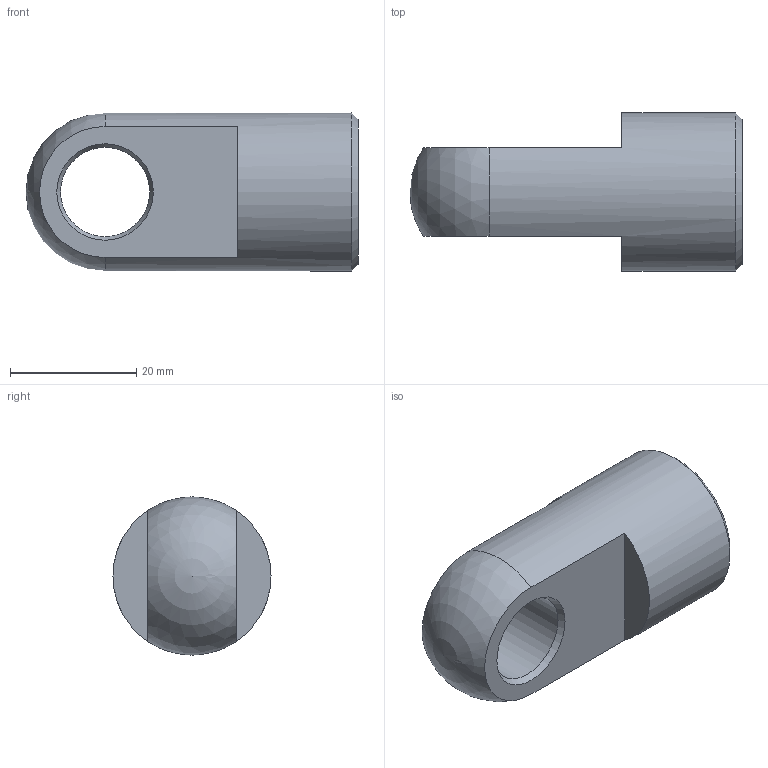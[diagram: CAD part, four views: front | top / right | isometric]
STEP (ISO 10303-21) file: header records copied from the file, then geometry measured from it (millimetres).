
FILE_DESCRIPTION((''),'2;1');
FILE_NAME('2040-Kolbenstangengelenkauge-XX5SXXUM14x1.5.stp','2012-07-16T11:38:52',('CADNEU'),(''),'Autodesk Inventor 2012','Autodesk Inventor 2012','');
FILE_SCHEMA(('AUTOMOTIVE_DESIGN { 1 0 10303 214 1 1 1 1 }'));
Length unit declared in the file: millimetre
Products named in the file (1): XX5SXXUM14x1.5
Bounding box: 52.5 x 25 x 25 mm (x, y, z)
Volume: 14184.2 mm3; surface area: 5583.7 mm2
Topology: 1 solids, 1 shells, 14 faces, 35 edges, 22 vertices
Faces by surface type: cone 5, plane 5, cylinder 3, sphere 1
Full cylindrical faces by diameter (mm): 12.376 x1, 14.1 x1, 25 x1
Entity records: 362 total; most frequent: DIRECTION 66, CARTESIAN_POINT 53, ORIENTED_EDGE 42, AXIS2_PLACEMENT_3D 30, EDGE_LOOP 24, EDGE_CURVE 21, VERTEX_POINT 17, CIRCLE 15
